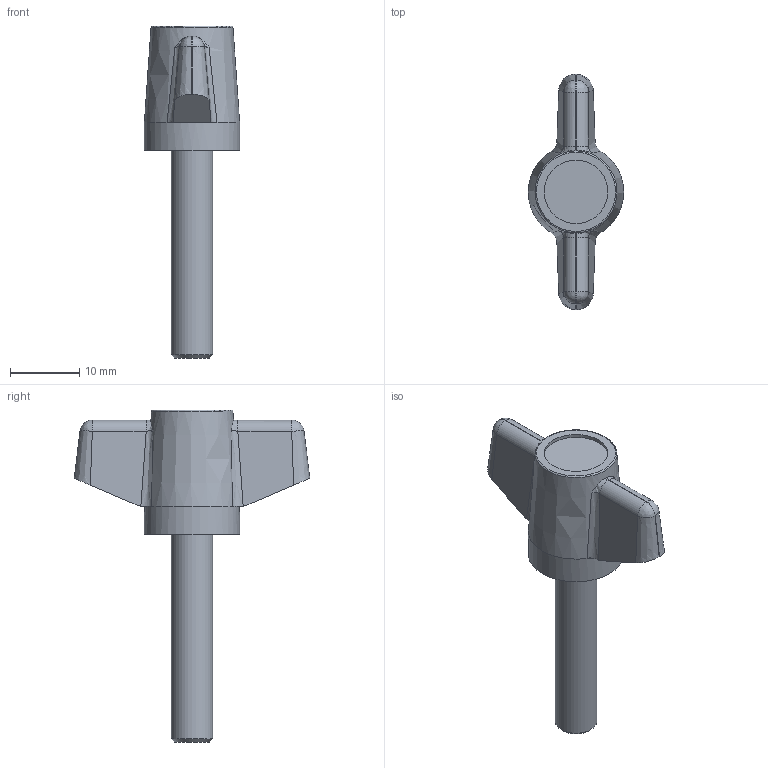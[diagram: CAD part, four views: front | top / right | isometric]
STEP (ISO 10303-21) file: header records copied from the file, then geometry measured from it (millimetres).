
FILE_DESCRIPTION( ( 'Unknown' ), '1' );
FILE_NAME( '6310310_GPX34_M06x30.stp', 'Unknown', ( 'Unknown' ), ( 'Unknown' ), 'PSStep 11.0', 'Unknown', ' ' );
FILE_SCHEMA( ( 'AUTOMOTIVE_DESIGN { 1 0 10303 214 1 1 1 1 }' ) );
Length unit declared in the file: millimetre
Products named in the file (1): 6310310
Bounding box: 13.75 x 34 x 47.9 mm (x, y, z)
Volume: 4073.8 mm3; surface area: 2145.6 mm2
Topology: 1 solids, 2 shells, 47 faces, 109 edges, 67 vertices
Faces by surface type: plane 17, bspline 16, cylinder 10, cone 3, torus 1
Full cylindrical faces by diameter (mm): 6 x1, 8 x1, 9.189 x1, 13.75 x1
Entity records: 4844 total; most frequent: CARTESIAN_POINT 3582, ORIENTED_EDGE 194, DIRECTION 138, EDGE_CURVE 97, VERTEX_POINT 63, EDGE_LOOP 58, AXIS2_PLACEMENT_3D 57, FACE_OUTER_BOUND 52
